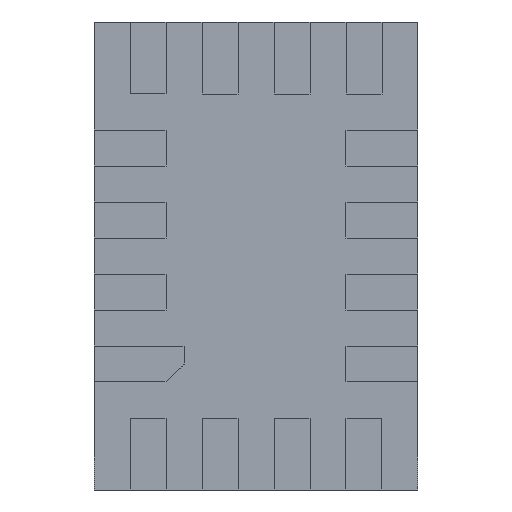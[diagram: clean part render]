
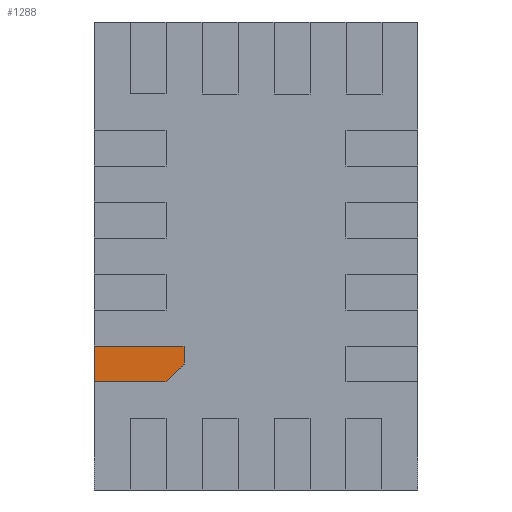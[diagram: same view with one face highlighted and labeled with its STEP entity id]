
A CAD part, front view. The second image highlights one B-rep face of the part: STEP entity #1288.
In plain terms, the highlighted planar face has unit normal (0, -1, 0).
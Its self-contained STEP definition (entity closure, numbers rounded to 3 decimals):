
#19 = CARTESIAN_POINT ( 'NONE',  ( -0.9, 0., -0.7 ) ) ;
#138 = CARTESIAN_POINT ( 'NONE',  ( -0.9, 0., -0.5 ) ) ;
#206 = VERTEX_POINT ( 'NONE', #3817 ) ;
#239 = EDGE_CURVE ( 'NONE', #417, #206, #5675, .T. ) ;
#417 = VERTEX_POINT ( 'NONE', #4538 ) ;
#673 = LINE ( 'NONE', #3911, #1908 ) ;
#681 = VERTEX_POINT ( 'NONE', #3627 ) ;
#874 = DIRECTION ( 'NONE',  ( 0., 0., -1. ) ) ;
#1009 = DIRECTION ( 'NONE',  ( 1., 0., 0. ) ) ;
#1014 = LINE ( 'NONE', #138, #3549 ) ;
#1288 = ADVANCED_FACE ( 'NONE', ( #2711 ), #1293, .T. ) ;
#1293 = PLANE ( 'NONE',  #4085 ) ;
#1363 = EDGE_CURVE ( 'NONE', #681, #2048, #673, .T. ) ;
#1400 = VERTEX_POINT ( 'NONE', #5261 ) ;
#1423 = VECTOR ( 'NONE', #4572, 1000. ) ;
#1839 = DIRECTION ( 'NONE',  ( 0., -1., 0. ) ) ;
#1908 = VECTOR ( 'NONE', #1009, 1000. ) ;
#2048 = VERTEX_POINT ( 'NONE', #5058 ) ;
#2163 = LINE ( 'NONE', #4007, #1423 ) ;
#2250 = EDGE_CURVE ( 'NONE', #206, #1400, #5062, .T. ) ;
#2646 = EDGE_CURVE ( 'NONE', #2048, #417, #2163, .T. ) ;
#2711 = FACE_OUTER_BOUND ( 'NONE', #5100, .T. ) ;
#2840 = ORIENTED_EDGE ( 'NONE', *, *, #1363, .F. ) ;
#2912 = EDGE_CURVE ( 'NONE', #1400, #681, #1014, .T. ) ;
#2914 = DIRECTION ( 'NONE',  ( 0., 0., 1. ) ) ;
#3321 = CARTESIAN_POINT ( 'NONE',  ( -0.5, 0., -0.7 ) ) ;
#3549 = VECTOR ( 'NONE', #2914, 1000. ) ;
#3571 = CARTESIAN_POINT ( 'NONE',  ( 0., 0., 0. ) ) ;
#3627 = CARTESIAN_POINT ( 'NONE',  ( -0.9, 0., -0.5 ) ) ;
#3817 = CARTESIAN_POINT ( 'NONE',  ( -0.5, 0., -0.7 ) ) ;
#3897 = DIRECTION ( 'NONE',  ( -0.707, 0., -0.707 ) ) ;
#3911 = CARTESIAN_POINT ( 'NONE',  ( -0.4, 0., -0.5 ) ) ;
#4007 = CARTESIAN_POINT ( 'NONE',  ( -0.4, 0., -0.6 ) ) ;
#4085 = AXIS2_PLACEMENT_3D ( 'NONE', #3571, #1839, #874 ) ;
#4199 = DIRECTION ( 'NONE',  ( -1., 0., 0. ) ) ;
#4346 = ORIENTED_EDGE ( 'NONE', *, *, #239, .F. ) ;
#4538 = CARTESIAN_POINT ( 'NONE',  ( -0.4, 0., -0.6 ) ) ;
#4572 = DIRECTION ( 'NONE',  ( 0., 0., -1. ) ) ;
#5058 = CARTESIAN_POINT ( 'NONE',  ( -0.4, 0., -0.5 ) ) ;
#5062 = LINE ( 'NONE', #19, #5585 ) ;
#5100 = EDGE_LOOP ( 'NONE', ( #5619, #5529, #4346, #5718, #2840 ) ) ;
#5113 = VECTOR ( 'NONE', #3897, 1000. ) ;
#5261 = CARTESIAN_POINT ( 'NONE',  ( -0.9, 0., -0.7 ) ) ;
#5529 = ORIENTED_EDGE ( 'NONE', *, *, #2250, .F. ) ;
#5585 = VECTOR ( 'NONE', #4199, 1000. ) ;
#5619 = ORIENTED_EDGE ( 'NONE', *, *, #2912, .F. ) ;
#5675 = LINE ( 'NONE', #3321, #5113 ) ;
#5718 = ORIENTED_EDGE ( 'NONE', *, *, #2646, .F. ) ;
